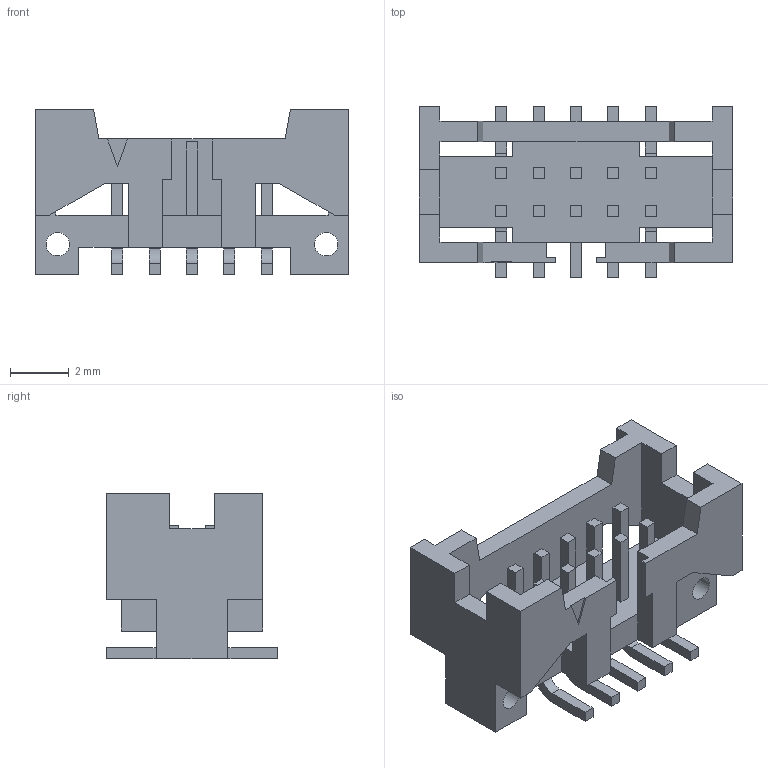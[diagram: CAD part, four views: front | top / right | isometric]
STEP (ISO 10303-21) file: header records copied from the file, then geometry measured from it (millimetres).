
FILE_DESCRIPTION(/* description */ (''),/* implementation_level */ '2;1');
FILE_NAME(/* name */ '78-5110-6132-3.stp',/* time_stamp */ '2013-04-11T09:03:04-05:00',/* author */ (''),/* organization */ (''),/* preprocessor_version */ 'ST-DEVELOPER v11',/* originating_system */ 'SIEMENS PLM Software NX 7.5',/* authorisation */ '');
FILE_SCHEMA (('AUTOMOTIVE_DESIGN { 1 0 10303 214 1 1 1 1 }'));
Length unit declared in the file: inch
Products named in the file (1): 78-5110-6132-3
Bounding box: 10.67 x 5.84 x 5.65 mm (x, y, z)
Volume: 103.4 mm3; surface area: 398 mm2
Topology: 1 solids, 1 shells, 383 faces, 1099 edges, 732 vertices
Faces by surface type: plane 359, cylinder 22, extrusion 2
Full cylindrical faces by diameter (mm): 0.8 x2
Entity records: 12793 total; most frequent: CARTESIAN_POINT 3343, ORIENTED_EDGE 2190, DIRECTION 1569, EDGE_CURVE 1095, VERTEX_POINT 730, VECTOR 717, LINE 715, AXIS2_PLACEMENT_3D 426
